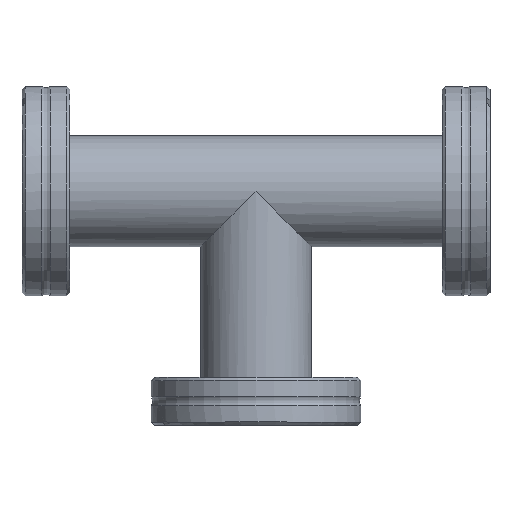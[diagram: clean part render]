
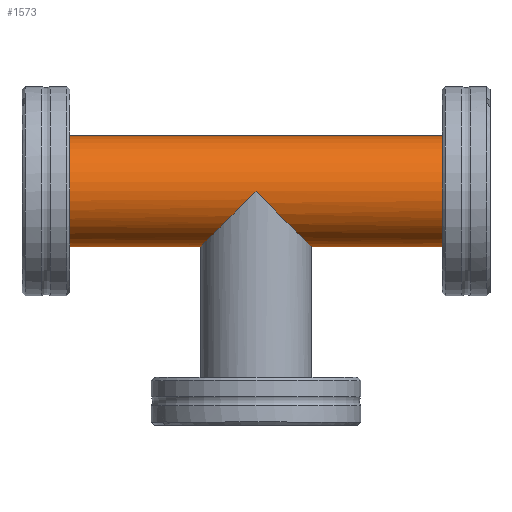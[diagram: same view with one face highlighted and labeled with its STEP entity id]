
A CAD part, top view. The second image highlights one B-rep face of the part: STEP entity #1573.
In plain terms, the highlighted cylindrical face has radius 9 mm (diameter 18 mm), a full revolution.
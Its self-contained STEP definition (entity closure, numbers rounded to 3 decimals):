
#37=ELLIPSE('',#1717,12.728,9.);
#38=ELLIPSE('',#1718,12.728,9.);
#147=FACE_OUTER_BOUND('',#237,.T.);
#237=EDGE_LOOP('',(#1035,#1036,#1037,#1038,#1039,#1040,#1041,#1042));
#365=LINE('',#2479,#428);
#366=LINE('',#2481,#429);
#428=VECTOR('',#1985,9.);
#429=VECTOR('',#1986,9.);
#514=CIRCLE('',#1715,9.);
#515=CIRCLE('',#1716,9.);
#640=VERTEX_POINT('',#2476);
#641=VERTEX_POINT('',#2478);
#642=VERTEX_POINT('',#2480);
#643=VERTEX_POINT('',#2483);
#794=EDGE_CURVE('',#640,#640,#514,.T.);
#795=EDGE_CURVE('',#640,#641,#365,.T.);
#796=EDGE_CURVE('',#641,#642,#366,.T.);
#797=EDGE_CURVE('',#642,#642,#515,.T.);
#798=EDGE_CURVE('',#641,#643,#37,.T.);
#799=EDGE_CURVE('',#643,#641,#38,.T.);
#1035=ORIENTED_EDGE('',*,*,#794,.T.);
#1036=ORIENTED_EDGE('',*,*,#795,.T.);
#1037=ORIENTED_EDGE('',*,*,#796,.T.);
#1038=ORIENTED_EDGE('',*,*,#797,.F.);
#1039=ORIENTED_EDGE('',*,*,#796,.F.);
#1040=ORIENTED_EDGE('',*,*,#798,.T.);
#1041=ORIENTED_EDGE('',*,*,#799,.T.);
#1042=ORIENTED_EDGE('',*,*,#795,.F.);
#1431=CYLINDRICAL_SURFACE('',#1714,9.);
#1573=ADVANCED_FACE('',(#147),#1431,.T.);
#1714=AXIS2_PLACEMENT_3D('',#2475,#1981,#1982);
#1715=AXIS2_PLACEMENT_3D('',#2477,#1983,#1984);
#1716=AXIS2_PLACEMENT_3D('',#2482,#1987,#1988);
#1717=AXIS2_PLACEMENT_3D('',#2484,#1989,#1990);
#1718=AXIS2_PLACEMENT_3D('',#2485,#1991,#1992);
#1981=DIRECTION('center_axis',(1.,0.,0.));
#1982=DIRECTION('ref_axis',(0.,0.,-1.));
#1983=DIRECTION('center_axis',(1.,0.,0.));
#1984=DIRECTION('ref_axis',(0.,0.,-1.));
#1985=DIRECTION('',(1.,0.,0.));
#1986=DIRECTION('',(1.,0.,0.));
#1987=DIRECTION('center_axis',(1.,0.,0.));
#1988=DIRECTION('ref_axis',(0.,0.,1.));
#1989=DIRECTION('center_axis',(0.707,0.707,0.));
#1990=DIRECTION('ref_axis',(0.707,-0.707,0.));
#1991=DIRECTION('center_axis',(-0.707,0.707,0.));
#1992=DIRECTION('ref_axis',(0.707,0.707,0.));
#2475=CARTESIAN_POINT('Origin',(75.,0.,0.));
#2476=CARTESIAN_POINT('',(0.,0.,9.));
#2477=CARTESIAN_POINT('Origin',(0.,0.,0.));
#2478=CARTESIAN_POINT('',(33.7,0.,9.));
#2479=CARTESIAN_POINT('',(75.,0.,9.));
#2480=CARTESIAN_POINT('',(67.4,0.,9.));
#2481=CARTESIAN_POINT('',(75.,0.,9.));
#2482=CARTESIAN_POINT('Origin',(67.4,0.,0.));
#2483=CARTESIAN_POINT('',(33.7,0.,-9.));
#2484=CARTESIAN_POINT('Origin',(33.7,0.,0.));
#2485=CARTESIAN_POINT('Origin',(33.7,0.,0.));
